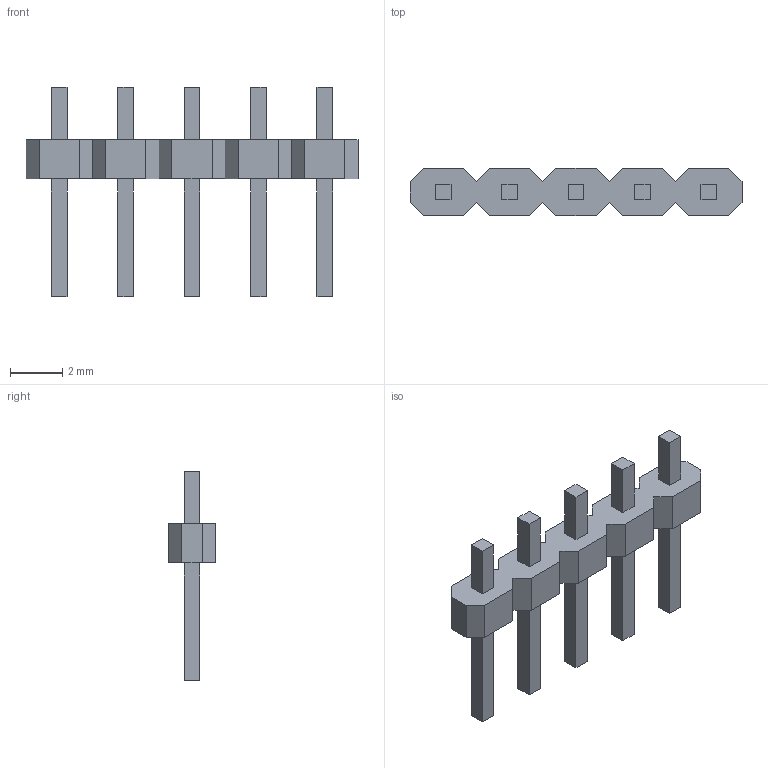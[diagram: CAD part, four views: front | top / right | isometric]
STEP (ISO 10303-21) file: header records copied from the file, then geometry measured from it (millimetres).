
FILE_DESCRIPTION(('HOOPS Exchange Step'),'2;1');
FILE_NAME('temp_export','2023-07-29T10:37:14+09:30',('mobile'),('Shapr3D Limited'),'HOOPS Exchange 2023.1','Shapr3D','Authorized');
FILE_SCHEMA( ('AUTOMOTIVE_DESIGN { 1 0 10303 214 1 1 1 1 }') );
Length unit declared in the file: millimetre
Products named in the file (1): root
Bounding box: 12.7 x 1.8 x 8 mm (x, y, z)
Volume: 42.2 mm3; surface area: 165.4 mm2
Topology: 1 solids, 1 shells, 84 faces, 216 edges, 144 vertices
Faces by surface type: plane 84
Entity records: 2565 total; most frequent: CARTESIAN_POINT 445, ORIENTED_EDGE 432, DIRECTION 386, VECTOR 216, LINE 216, EDGE_CURVE 216, VERTEX_POINT 144, EDGE_LOOP 94
